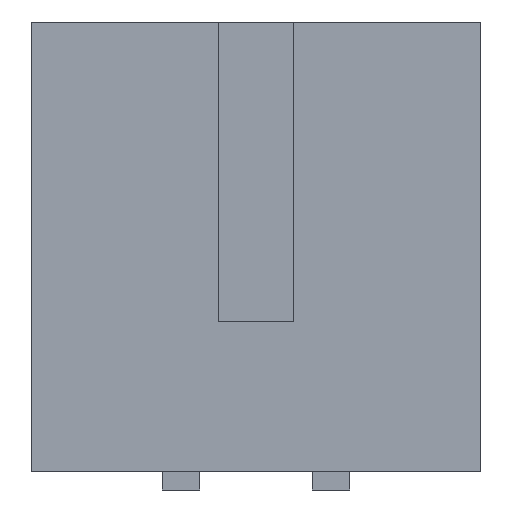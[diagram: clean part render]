
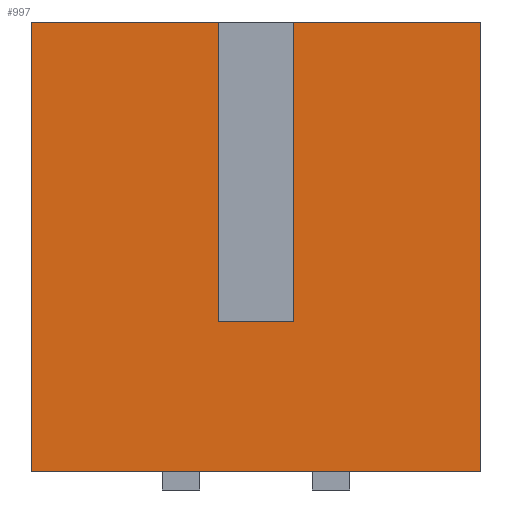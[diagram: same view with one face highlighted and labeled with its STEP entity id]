
A CAD part, front view. The second image highlights one B-rep face of the part: STEP entity #997.
In plain terms, the highlighted planar face has unit normal (0, -1, 0).
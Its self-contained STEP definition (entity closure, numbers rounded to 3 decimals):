
#38 = LINE ( 'NONE', #453, #168 ) ;
#47 = DIRECTION ( 'NONE',  ( 1., 0., 0. ) ) ;
#83 = VECTOR ( 'NONE', #526, 1000. ) ;
#101 = LINE ( 'NONE', #700, #1404 ) ;
#122 = VECTOR ( 'NONE', #179, 1000. ) ;
#132 = CARTESIAN_POINT ( 'NONE',  ( -3., -2.4, 2. ) ) ;
#168 = VECTOR ( 'NONE', #47, 1000. ) ;
#179 = DIRECTION ( 'NONE',  ( 0., 0., -1. ) ) ;
#197 = CARTESIAN_POINT ( 'NONE',  ( -0.5, -2.4, 2. ) ) ;
#220 = VERTEX_POINT ( 'NONE', #272 ) ;
#245 = VERTEX_POINT ( 'NONE', #416 ) ;
#260 = VERTEX_POINT ( 'NONE', #806 ) ;
#272 = CARTESIAN_POINT ( 'NONE',  ( 3., -2.4, 0. ) ) ;
#275 = VECTOR ( 'NONE', #524, 1000. ) ;
#311 = VERTEX_POINT ( 'NONE', #541 ) ;
#349 = ORIENTED_EDGE ( 'NONE', *, *, #1470, .T. ) ;
#371 = ORIENTED_EDGE ( 'NONE', *, *, #987, .F. ) ;
#384 = DIRECTION ( 'NONE',  ( 0., 0., 1. ) ) ;
#391 = LINE ( 'NONE', #1613, #122 ) ;
#396 = CARTESIAN_POINT ( 'NONE',  ( -3., -2.4, 2. ) ) ;
#398 = CARTESIAN_POINT ( 'NONE',  ( -3., -2.4, 0. ) ) ;
#400 = PLANE ( 'NONE',  #1065 ) ;
#416 = CARTESIAN_POINT ( 'NONE',  ( -3., -2.4, 6. ) ) ;
#453 = CARTESIAN_POINT ( 'NONE',  ( 0.5, -2.4, 6. ) ) ;
#458 = DIRECTION ( 'NONE',  ( 0., 0., -1. ) ) ;
#462 = VERTEX_POINT ( 'NONE', #1372 ) ;
#524 = DIRECTION ( 'NONE',  ( 0., 0., -1. ) ) ;
#526 = DIRECTION ( 'NONE',  ( 1., 0., 0. ) ) ;
#538 = DIRECTION ( 'NONE',  ( 0., 1., 0. ) ) ;
#541 = CARTESIAN_POINT ( 'NONE',  ( -3., -2.4, 0. ) ) ;
#569 = EDGE_CURVE ( 'NONE', #245, #311, #985, .T. ) ;
#588 = LINE ( 'NONE', #1572, #718 ) ;
#668 = VERTEX_POINT ( 'NONE', #197 ) ;
#700 = CARTESIAN_POINT ( 'NONE',  ( -0.5, -2.4, 19.684 ) ) ;
#707 = EDGE_CURVE ( 'NONE', #245, #1031, #1006, .T. ) ;
#711 = ORIENTED_EDGE ( 'NONE', *, *, #569, .T. ) ;
#718 = VECTOR ( 'NONE', #1324, 1000. ) ;
#806 = CARTESIAN_POINT ( 'NONE',  ( 0.5, -2.4, 6. ) ) ;
#841 = LINE ( 'NONE', #132, #83 ) ;
#873 = LINE ( 'NONE', #398, #1055 ) ;
#927 = DIRECTION ( 'NONE',  ( 1., 0., 0. ) ) ;
#928 = CARTESIAN_POINT ( 'NONE',  ( -0.5, -2.4, 6. ) ) ;
#985 = LINE ( 'NONE', #396, #275 ) ;
#987 = EDGE_CURVE ( 'NONE', #668, #462, #841, .T. ) ;
#997 = ADVANCED_FACE ( 'NONE', ( #1226 ), #400, .F. ) ;
#1006 = LINE ( 'NONE', #1172, #1232 ) ;
#1031 = VERTEX_POINT ( 'NONE', #928 ) ;
#1055 = VECTOR ( 'NONE', #927, 1000. ) ;
#1065 = AXIS2_PLACEMENT_3D ( 'NONE', #1422, #538, #384 ) ;
#1100 = VERTEX_POINT ( 'NONE', #1216 ) ;
#1172 = CARTESIAN_POINT ( 'NONE',  ( -0.5, -2.4, 6. ) ) ;
#1193 = EDGE_LOOP ( 'NONE', ( #349, #1631, #1239, #1524, #371, #1440, #1645, #711 ) ) ;
#1216 = CARTESIAN_POINT ( 'NONE',  ( 3., -2.4, 6. ) ) ;
#1226 = FACE_OUTER_BOUND ( 'NONE', #1193, .T. ) ;
#1232 = VECTOR ( 'NONE', #1387, 1000. ) ;
#1239 = ORIENTED_EDGE ( 'NONE', *, *, #1555, .F. ) ;
#1324 = DIRECTION ( 'NONE',  ( 0., 0., -1. ) ) ;
#1372 = CARTESIAN_POINT ( 'NONE',  ( 0.5, -2.4, 2. ) ) ;
#1387 = DIRECTION ( 'NONE',  ( 1., 0., 0. ) ) ;
#1404 = VECTOR ( 'NONE', #458, 1000. ) ;
#1410 = EDGE_CURVE ( 'NONE', #1100, #220, #588, .T. ) ;
#1422 = CARTESIAN_POINT ( 'NONE',  ( -3., -2.4, 2. ) ) ;
#1440 = ORIENTED_EDGE ( 'NONE', *, *, #1677, .F. ) ;
#1470 = EDGE_CURVE ( 'NONE', #311, #220, #873, .T. ) ;
#1524 = ORIENTED_EDGE ( 'NONE', *, *, #1626, .T. ) ;
#1555 = EDGE_CURVE ( 'NONE', #260, #1100, #38, .T. ) ;
#1572 = CARTESIAN_POINT ( 'NONE',  ( 3., -2.4, 2. ) ) ;
#1613 = CARTESIAN_POINT ( 'NONE',  ( 0.5, -2.4, 19.684 ) ) ;
#1626 = EDGE_CURVE ( 'NONE', #260, #462, #391, .T. ) ;
#1631 = ORIENTED_EDGE ( 'NONE', *, *, #1410, .F. ) ;
#1645 = ORIENTED_EDGE ( 'NONE', *, *, #707, .F. ) ;
#1677 = EDGE_CURVE ( 'NONE', #1031, #668, #101, .T. ) ;
